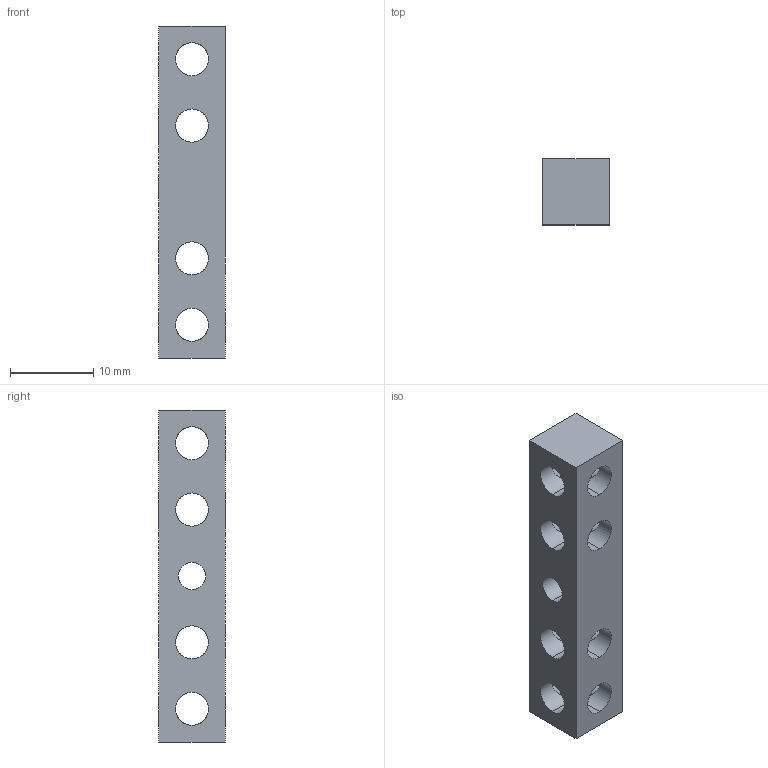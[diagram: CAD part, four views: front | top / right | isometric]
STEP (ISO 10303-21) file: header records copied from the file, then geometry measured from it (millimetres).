
FILE_DESCRIPTION (( 'STEP AP214' ), '1' );
FILE_NAME ('Thread Drive Beam M4x40蹟恇換雄輸.step', '2016-10-28T04:16:28', ( 'dell' ), ( '' ), 'SwSTEP 2.0', 'SolidWorks 2013', '' );
FILE_SCHEMA (( 'AUTOMOTIVE_DESIGN' ));
Length unit declared in the file: millimetre
Products named in the file (1): Thread Drive Beam M4x40蹟恇換雄輸
Bounding box: 8 x 8 x 40 mm (x, y, z)
Volume: 1858 mm3; surface area: 1821 mm2
Topology: 1 solids, 1 shells, 40 faces, 98 edges, 52 vertices
Faces by surface type: cylinder 34, plane 6
Entity records: 1246 total; most frequent: CARTESIAN_POINT 239, DIRECTION 200, ORIENTED_EDGE 196, EDGE_CURVE 98, AXIS2_PLACEMENT_3D 77, EDGE_LOOP 58, VERTEX_POINT 52, VECTOR 46
